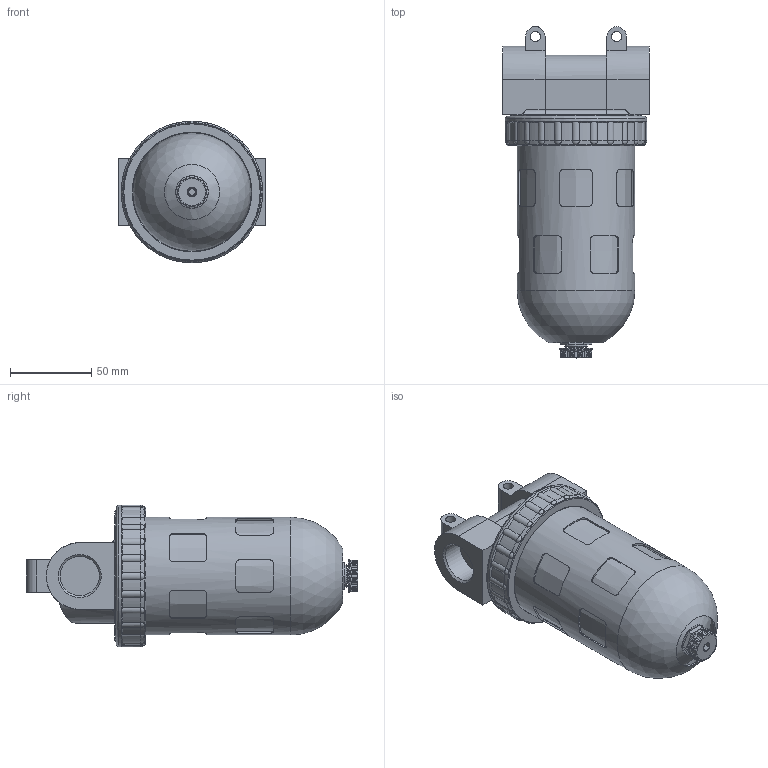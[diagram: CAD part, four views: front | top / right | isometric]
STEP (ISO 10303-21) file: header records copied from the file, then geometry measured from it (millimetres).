
FILE_DESCRIPTION( ( 'STEP AP203' ), ' ' );
FILE_NAME( '9.1134.00.053.0V.stp', '2017-04-12T14:15:28', ( '' ), ( '' ), ' ', 'PARTsolutions', ' ' );
FILE_SCHEMA( ( 'CONFIG_CONTROL_DESIGN' ) );
Length unit declared in the file: millimetre
Products named in the file (4): 9.1134.00.053.0V; _650 D/S-1; _650 D/S0-3; _SK 03-4
Assembly tree (3 placements, depth 2):
  9.1134.00.053.0V
    _650 D/S-1
    _650 D/S0-3
    _SK 03-4
Bounding box: 90 x 204 x 87 mm (x, y, z)
Volume: 658247.6 mm3; surface area: 108620.6 mm2
Topology: 3 solids, 3 shells, 369 faces, 966 edges, 611 vertices
Faces by surface type: cylinder 182, plane 101, cone 44, sphere 26, torus 15, bspline 1
Full cylindrical faces by diameter (mm): 4 x1, 6.2 x2, 8 x1, 14 x1, 20 x2, 24.117 x2, 34 x1, 70.5 x1, 72.5 x1, 72.584 x1, 80 x1, 87 x1
Entity records: 14187 total; most frequent: CARTESIAN_POINT 5511, ORIENTED_EDGE 1842, DIRECTION 1645, EDGE_CURVE 921, AXIS2_PLACEMENT_3D 645, VERTEX_POINT 597, EDGE_LOOP 438, FACE_OUTER_BOUND 390
